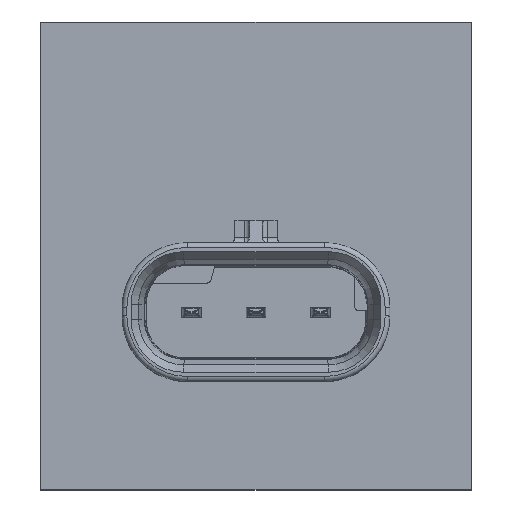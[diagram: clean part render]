
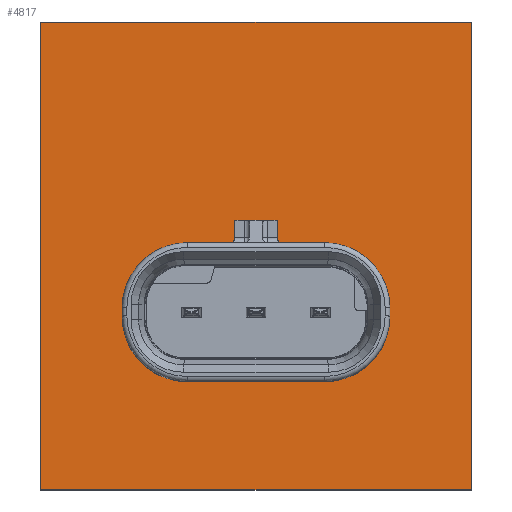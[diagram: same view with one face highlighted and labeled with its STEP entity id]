
A CAD part, top view. The second image highlights one B-rep face of the part: STEP entity #4817.
In plain terms, the highlighted planar face has unit normal (0, 0, 1).
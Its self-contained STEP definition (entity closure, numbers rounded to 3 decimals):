
#122=CARTESIAN_POINT('',(4.25,0.25,0.));
#123=DIRECTION('',(0.,0.,-1.));
#124=DIRECTION('',(0.,1.,0.));
#125=AXIS2_PLACEMENT_3D('',#122,#123,#124);
#135=DIRECTION('',(1.,0.,0.));
#136=VECTOR('',#135,8.5);
#137=CARTESIAN_POINT('',(-4.25,4.3,0.));
#138=LINE('',#137,#136);
#216=CARTESIAN_POINT('',(-4.25,0.25,0.));
#217=DIRECTION('',(0.,0.,-1.));
#218=DIRECTION('',(-1.,0.,0.));
#219=AXIS2_PLACEMENT_3D('',#216,#217,#218);
#229=DIRECTION('',(0.,1.,0.));
#230=VECTOR('',#229,0.5);
#231=CARTESIAN_POINT('',(-8.3,-0.25,0.));
#232=LINE('',#231,#230);
#242=CARTESIAN_POINT('',(-4.25,-0.25,0.));
#243=DIRECTION('',(0.,0.,-1.));
#244=DIRECTION('',(0.,-1.,0.));
#245=AXIS2_PLACEMENT_3D('',#242,#243,#244);
#255=DIRECTION('',(-1.,0.,0.));
#256=VECTOR('',#255,8.5);
#257=CARTESIAN_POINT('',(4.25,-4.3,0.));
#258=LINE('',#257,#256);
#268=CARTESIAN_POINT('',(4.25,-0.25,0.));
#269=DIRECTION('',(0.,0.,-1.));
#270=DIRECTION('',(1.,0.,0.));
#271=AXIS2_PLACEMENT_3D('',#268,#269,#270);
#281=DIRECTION('',(0.,-1.,0.));
#282=VECTOR('',#281,0.5);
#283=CARTESIAN_POINT('',(8.3,0.25,0.));
#284=LINE('',#283,#282);
#285=DIRECTION('',(-1.,0.,0.));
#286=VECTOR('',#285,26.7);
#287=CARTESIAN_POINT('',(13.35,18.,0.));
#288=LINE('',#287,#286);
#289=DIRECTION('',(0.,1.,0.));
#290=VECTOR('',#289,29.);
#291=CARTESIAN_POINT('',(13.35,-11.,0.));
#292=LINE('',#291,#290);
#293=DIRECTION('',(1.,0.,0.));
#294=VECTOR('',#293,26.7);
#295=CARTESIAN_POINT('',(-13.35,-11.,0.));
#296=LINE('',#295,#294);
#297=DIRECTION('',(0.,-1.,0.));
#298=VECTOR('',#297,29.);
#299=CARTESIAN_POINT('',(-13.35,18.,0.));
#300=LINE('',#299,#298);
#3910=CARTESIAN_POINT('',(13.35,18.,0.));
#3911=CARTESIAN_POINT('',(-13.35,18.,0.));
#3912=VERTEX_POINT('',#3910);
#3913=VERTEX_POINT('',#3911);
#3914=CARTESIAN_POINT('',(-13.35,-11.,0.));
#3915=VERTEX_POINT('',#3914);
#3916=CARTESIAN_POINT('',(13.35,-11.,0.));
#3917=VERTEX_POINT('',#3916);
#4248=CARTESIAN_POINT('',(-8.3,0.25,0.));
#4249=VERTEX_POINT('',#4248);
#4250=CARTESIAN_POINT('',(-4.25,4.3,0.));
#4251=VERTEX_POINT('',#4250);
#4252=CARTESIAN_POINT('',(4.25,4.3,0.));
#4253=VERTEX_POINT('',#4252);
#4254=CARTESIAN_POINT('',(8.3,0.25,0.));
#4255=VERTEX_POINT('',#4254);
#4256=CARTESIAN_POINT('',(8.3,-0.25,0.));
#4257=VERTEX_POINT('',#4256);
#4258=CARTESIAN_POINT('',(4.25,-4.3,0.));
#4259=VERTEX_POINT('',#4258);
#4260=CARTESIAN_POINT('',(-4.25,-4.3,0.));
#4261=VERTEX_POINT('',#4260);
#4262=CARTESIAN_POINT('',(-8.3,-0.25,0.));
#4263=VERTEX_POINT('',#4262);
#4792=CARTESIAN_POINT('',(0.,0.,0.));
#4793=DIRECTION('',(0.,0.,1.));
#4794=DIRECTION('',(1.,0.,0.));
#4795=AXIS2_PLACEMENT_3D('',#4792,#4793,#4794);
#4796=PLANE('',#4795);
#4798=ORIENTED_EDGE('',*,*,#4797,.F.);
#4800=ORIENTED_EDGE('',*,*,#4799,.F.);
#4802=ORIENTED_EDGE('',*,*,#4801,.F.);
#4804=ORIENTED_EDGE('',*,*,#4803,.F.);
#4805=EDGE_LOOP('',(#4798,#4800,#4802,#4804));
#4806=FACE_OUTER_BOUND('',#4805,.F.);
#4807=ORIENTED_EDGE('',*,*,#4717,.F.);
#4808=ORIENTED_EDGE('',*,*,#4731,.F.);
#4809=ORIENTED_EDGE('',*,*,#4745,.F.);
#4810=ORIENTED_EDGE('',*,*,#4759,.F.);
#4811=ORIENTED_EDGE('',*,*,#4773,.F.);
#4812=ORIENTED_EDGE('',*,*,#4786,.F.);
#4813=ORIENTED_EDGE('',*,*,#4666,.F.);
#4814=ORIENTED_EDGE('',*,*,#4681,.F.);
#4815=EDGE_LOOP('',(#4807,#4808,#4809,#4810,#4811,#4812,#4813,#4814));
#4816=FACE_BOUND('',#4815,.F.);
#4817=ADVANCED_FACE('',(#4806,#4816),#4796,.T.);
#126=CIRCLE('',#125,4.05);
#220=CIRCLE('',#219,4.05);
#246=CIRCLE('',#245,4.05);
#272=CIRCLE('',#271,4.05);
#4666=EDGE_CURVE('',#4253,#4255,#126,.T.);
#4681=EDGE_CURVE('',#4251,#4253,#138,.T.);
#4717=EDGE_CURVE('',#4249,#4251,#220,.T.);
#4731=EDGE_CURVE('',#4263,#4249,#232,.T.);
#4745=EDGE_CURVE('',#4261,#4263,#246,.T.);
#4759=EDGE_CURVE('',#4259,#4261,#258,.T.);
#4773=EDGE_CURVE('',#4257,#4259,#272,.T.);
#4786=EDGE_CURVE('',#4255,#4257,#284,.T.);
#4797=EDGE_CURVE('',#3912,#3913,#288,.T.);
#4799=EDGE_CURVE('',#3917,#3912,#292,.T.);
#4801=EDGE_CURVE('',#3915,#3917,#296,.T.);
#4803=EDGE_CURVE('',#3913,#3915,#300,.T.);
